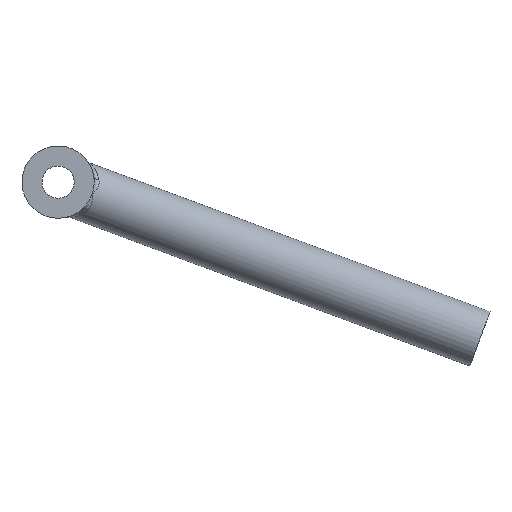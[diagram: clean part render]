
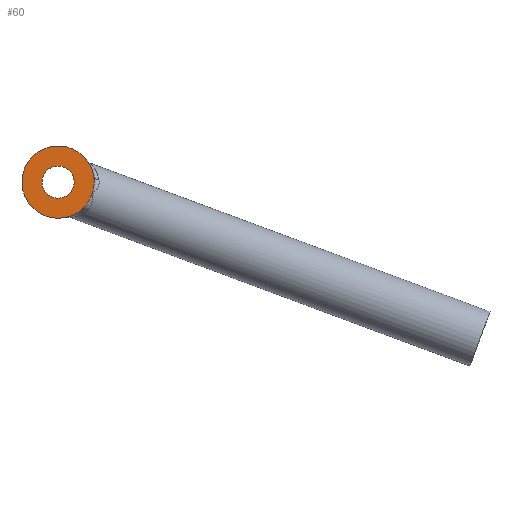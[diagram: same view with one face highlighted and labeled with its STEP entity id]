
A CAD part, front view. The second image highlights one B-rep face of the part: STEP entity #60.
In plain terms, the highlighted planar face has unit normal (0, -1, 0).
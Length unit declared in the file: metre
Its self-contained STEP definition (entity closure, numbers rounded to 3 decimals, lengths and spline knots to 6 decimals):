
#60 = ADVANCED_FACE( '', ( #120, #121 ), #122, .T. );
#120 = FACE_BOUND( '', #1717, .T. );
#121 = FACE_OUTER_BOUND( '', #1718, .T. );
#122 = PLANE( '', #1719 );
#1717 = EDGE_LOOP( '', ( #2302 ) );
#1718 = EDGE_LOOP( '', ( #2303, #2304, #2305 ) );
#1719 = AXIS2_PLACEMENT_3D( '', #2306, #2307, #2308 );
#2302 = ORIENTED_EDGE( '', *, *, #2351, .F. );
#2303 = ORIENTED_EDGE( '', *, *, #2323, .T. );
#2304 = ORIENTED_EDGE( '', *, *, #2336, .T. );
#2305 = ORIENTED_EDGE( '', *, *, #2341, .T. );
#2306 = CARTESIAN_POINT( '', ( 2.433729, -0.07128, 2.500116 ) );
#2307 = DIRECTION( '', ( 0., -1., 0. ) );
#2308 = DIRECTION( '', ( 0.937, 0., -0.348 ) );
#2323 = EDGE_CURVE( '', #2360, #2361, #2362, .T. );
#2336 = EDGE_CURVE( '', #2361, #2382, #2384, .T. );
#2341 = EDGE_CURVE( '', #2382, #2360, #2390, .T. );
#2351 = EDGE_CURVE( '', #2402, #2402, #2403, .T. );
#2360 = VERTEX_POINT( '', #2412 );
#2361 = VERTEX_POINT( '', #2413 );
#2362 = CIRCLE( '', #2414, 0.0891 );
#2382 = VERTEX_POINT( '', #2925 );
#2384 = CIRCLE( '', #3030, 0.0891 );
#2390 = CIRCLE( '', #3136, 0.0891 );
#2402 = VERTEX_POINT( '', #3148 );
#2403 = CIRCLE( '', #3149, 0.0396 );
#2412 = CARTESIAN_POINT( '', ( 2.517246, -0.07128, 2.469074 ) );
#2413 = CARTESIAN_POINT( '', ( 2.521935, -0.07128, 2.512704 ) );
#2414 = AXIS2_PLACEMENT_3D( '', #3157, #3158, #3159 );
#2925 = CARTESIAN_POINT( '', ( 2.492301, -0.07128, 2.432974 ) );
#3030 = AXIS2_PLACEMENT_3D( '', #3169, #3170, #3171 );
#3136 = AXIS2_PLACEMENT_3D( '', #3175, #3176, #3177 );
#3148 = CARTESIAN_POINT( '', ( 2.470848, -0.07128, 2.48632 ) );
#3149 = AXIS2_PLACEMENT_3D( '', #3193, #3194, #3195 );
#3157 = CARTESIAN_POINT( '', ( 2.433729, -0.07128, 2.500116 ) );
#3158 = DIRECTION( '', ( 0., -1., 0. ) );
#3159 = DIRECTION( '', ( 0.937, 0., -0.348 ) );
#3169 = CARTESIAN_POINT( '', ( 2.433729, -0.07128, 2.500116 ) );
#3170 = DIRECTION( '', ( 0., -1., 0. ) );
#3171 = DIRECTION( '', ( 0.937, 0., -0.348 ) );
#3175 = CARTESIAN_POINT( '', ( 2.433729, -0.07128, 2.500116 ) );
#3176 = DIRECTION( '', ( 0., -1., 0. ) );
#3177 = DIRECTION( '', ( 0.937, 0., -0.348 ) );
#3193 = CARTESIAN_POINT( '', ( 2.433729, -0.07128, 2.500116 ) );
#3194 = DIRECTION( '', ( 0., -1., 0. ) );
#3195 = DIRECTION( '', ( 0.937, 0., -0.348 ) );
